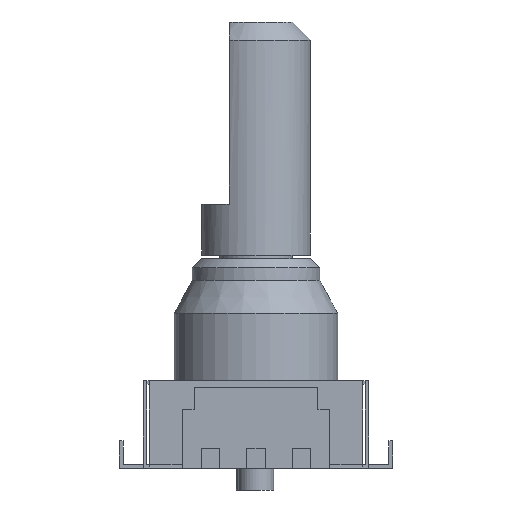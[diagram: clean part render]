
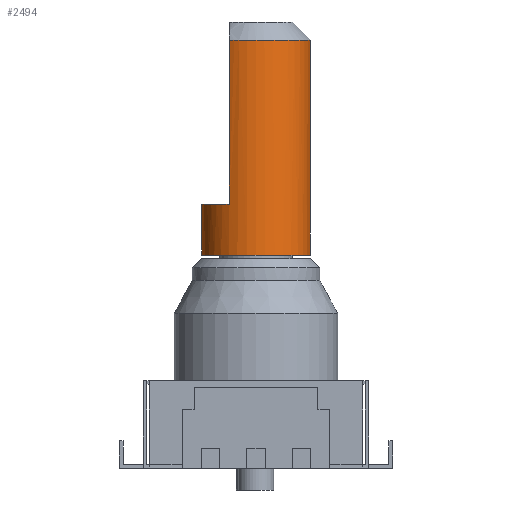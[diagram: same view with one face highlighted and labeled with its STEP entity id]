
A CAD part, front view. The second image highlights one B-rep face of the part: STEP entity #2494.
In plain terms, the highlighted cylindrical face has radius 2.987 mm (diameter 5.975 mm), a partial arc.
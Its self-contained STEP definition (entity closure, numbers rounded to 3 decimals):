
#436 = DIRECTION ( 'NONE',  ( -1., 0., 0. ) ) ;
#696 = CARTESIAN_POINT ( 'NONE',  ( -1.234, -2.733, 23.5 ) ) ;
#713 = ORIENTED_EDGE ( 'NONE', *, *, #3506, .T. ) ;
#820 = ORIENTED_EDGE ( 'NONE', *, *, #1324, .T. ) ;
#843 = DIRECTION ( 'NONE',  ( 0., 0., -1. ) ) ;
#857 = EDGE_LOOP ( 'NONE', ( #1713, #2535, #5876, #820, #713, #2288 ) ) ;
#1032 = DIRECTION ( 'NONE',  ( 0., 0., 1. ) ) ;
#1041 = CARTESIAN_POINT ( 'NONE',  ( -1.462, -2.605, 23.5 ) ) ;
#1050 = CARTESIAN_POINT ( 'NONE',  ( 2.713, -1.258, 23.5 ) ) ;
#1081 = CARTESIAN_POINT ( 'NONE',  ( 2.464, -1.709, 23.5 ) ) ;
#1182 = CARTESIAN_POINT ( 'NONE',  ( 2.988, 0., 11.7 ) ) ;
#1197 = CARTESIAN_POINT ( 'NONE',  ( 1.734, -2.447, 23.5 ) ) ;
#1324 = EDGE_CURVE ( 'NONE', #7160, #4663, #4521, .T. ) ;
#1622 = DIRECTION ( 'NONE',  ( -1., 0., 0. ) ) ;
#1713 = ORIENTED_EDGE ( 'NONE', *, *, #2427, .F. ) ;
#1904 = CARTESIAN_POINT ( 'NONE',  ( 0.543, -2.941, 23.5 ) ) ;
#2221 = CYLINDRICAL_SURFACE ( 'NONE', #4537, 2.987 ) ;
#2244 = CARTESIAN_POINT ( 'NONE',  ( -2.987, 0., 14.5 ) ) ;
#2288 = ORIENTED_EDGE ( 'NONE', *, *, #2312, .T. ) ;
#2312 = EDGE_CURVE ( 'NONE', #3049, #3190, #2637, .T. ) ;
#2427 = EDGE_CURVE ( 'NONE', #6943, #3190, #6192, .T. ) ;
#2494 = ADVANCED_FACE ( 'NONE', ( #3433 ), #2221, .T. ) ;
#2535 = ORIENTED_EDGE ( 'NONE', *, *, #2942, .T. ) ;
#2637 = CIRCLE ( 'NONE', #4401, 2.987 ) ;
#2638 = AXIS2_PLACEMENT_3D ( 'NONE', #6080, #6642, #6821 ) ;
#2665 = CARTESIAN_POINT ( 'NONE',  ( 2.987, 0., 23.5 ) ) ;
#2760 = CARTESIAN_POINT ( 'NONE',  ( -1.462, -2.605, 14.5 ) ) ;
#2770 = CARTESIAN_POINT ( 'NONE',  ( -1.463, -2.605, 23.5 ) ) ;
#2774 = CARTESIAN_POINT ( 'NONE',  ( 2.987, 0., 23.5 ) ) ;
#2839 = DIRECTION ( 'NONE',  ( 0., 0., -1. ) ) ;
#2875 = CARTESIAN_POINT ( 'NONE',  ( 2.304, -1.919, 23.5 ) ) ;
#2911 = VECTOR ( 'NONE', #843, 1000. ) ;
#2942 = EDGE_CURVE ( 'NONE', #6943, #4251, #7208, .T. ) ;
#2956 = CARTESIAN_POINT ( 'NONE',  ( 2.987, 0., 23.5 ) ) ;
#3049 = VERTEX_POINT ( 'NONE', #3876 ) ;
#3072 = CARTESIAN_POINT ( 'NONE',  ( 0.286, -2.977, 23.5 ) ) ;
#3190 = VERTEX_POINT ( 'NONE', #1182 ) ;
#3423 = CARTESIAN_POINT ( 'NONE',  ( 1.285, -2.71, 23.5 ) ) ;
#3433 = FACE_OUTER_BOUND ( 'NONE', #857, .T. ) ;
#3451 = LINE ( 'NONE', #5952, #6241 ) ;
#3506 = EDGE_CURVE ( 'NONE', #4663, #3049, #3451, .T. ) ;
#3573 = CARTESIAN_POINT ( 'NONE',  ( 1.047, -2.81, 23.5 ) ) ;
#3673 = EDGE_CURVE ( 'NONE', #4251, #7160, #4021, .T. ) ;
#3727 = CARTESIAN_POINT ( 'NONE',  ( -1.462, -2.605, 23.5 ) ) ;
#3876 = CARTESIAN_POINT ( 'NONE',  ( -2.987, 0., 11.7 ) ) ;
#4021 = LINE ( 'NONE', #2770, #6014 ) ;
#4040 = DIRECTION ( 'NONE',  ( 0., 0., -1. ) ) ;
#4047 = CARTESIAN_POINT ( 'NONE',  ( 2.987, -0.262, 23.5 ) ) ;
#4251 = VERTEX_POINT ( 'NONE', #1041 ) ;
#4401 = AXIS2_PLACEMENT_3D ( 'NONE', #7053, #1032, #1622 ) ;
#4521 = CIRCLE ( 'NONE', #2638, 2.987 ) ;
#4537 = AXIS2_PLACEMENT_3D ( 'NONE', #6408, #2839, #436 ) ;
#4663 = VERTEX_POINT ( 'NONE', #2244 ) ;
#4693 = CARTESIAN_POINT ( 'NONE',  ( 1.94, -2.287, 23.5 ) ) ;
#4762 = CARTESIAN_POINT ( 'NONE',  ( 2.854, -0.893, 23.5 ) ) ;
#4805 = CARTESIAN_POINT ( 'NONE',  ( 0.672, -2.914, 23.5 ) ) ;
#4987 = CARTESIAN_POINT ( 'NONE',  ( -0.492, -2.958, 23.5 ) ) ;
#5407 = CARTESIAN_POINT ( 'NONE',  ( -0.992, -2.83, 23.5 ) ) ;
#5876 = ORIENTED_EDGE ( 'NONE', *, *, #3673, .T. ) ;
#5952 = CARTESIAN_POINT ( 'NONE',  ( -2.987, 0., 23.5 ) ) ;
#6014 = VECTOR ( 'NONE', #7542, 1000. ) ;
#6042 = CARTESIAN_POINT ( 'NONE',  ( -0.229, -2.99, 23.5 ) ) ;
#6080 = CARTESIAN_POINT ( 'NONE',  ( 0., 0., 14.5 ) ) ;
#6107 = CARTESIAN_POINT ( 'NONE',  ( 0.158, -2.986, 23.5 ) ) ;
#6192 = LINE ( 'NONE', #2665, #2911 ) ;
#6241 = VECTOR ( 'NONE', #4040, 1000. ) ;
#6408 = CARTESIAN_POINT ( 'NONE',  ( 0., 0., 23.5 ) ) ;
#6438 = CARTESIAN_POINT ( 'NONE',  ( 2.812, -1.018, 23.5 ) ) ;
#6559 = CARTESIAN_POINT ( 'NONE',  ( 2.656, -1.374, 23.5 ) ) ;
#6642 = DIRECTION ( 'NONE',  ( 0., 0., -1. ) ) ;
#6821 = DIRECTION ( 'NONE',  ( -1., 0., 0. ) ) ;
#6943 = VERTEX_POINT ( 'NONE', #2774 ) ;
#7053 = CARTESIAN_POINT ( 'NONE',  ( 0., 0., 11.7 ) ) ;
#7140 = CARTESIAN_POINT ( 'NONE',  ( 2.954, -0.518, 23.5 ) ) ;
#7160 = VERTEX_POINT ( 'NONE', #2760 ) ;
#7208 = B_SPLINE_CURVE_WITH_KNOTS ( 'NONE', 3,
 ( #2956, #4047, #7140, #4762, #6438, #1050, #6559, #1081, #2875, #4693, #1197, #3423, #3573, #4805, #1904, #3072, #6107, #6042, #4987, #5407, #696, #3727 ),
 .UNSPECIFIED., .F., .F.,
 ( 4, 2, 2, 2, 2, 2, 2, 2, 2, 2, 4 ),
 ( 0., 0.001, 0.001, 0.002, 0.002, 0.003, 0.004, 0.004, 0.005, 0.005, 0.006 ),
 .UNSPECIFIED. ) ;
#7542 = DIRECTION ( 'NONE',  ( 0., 0., -1. ) ) ;
